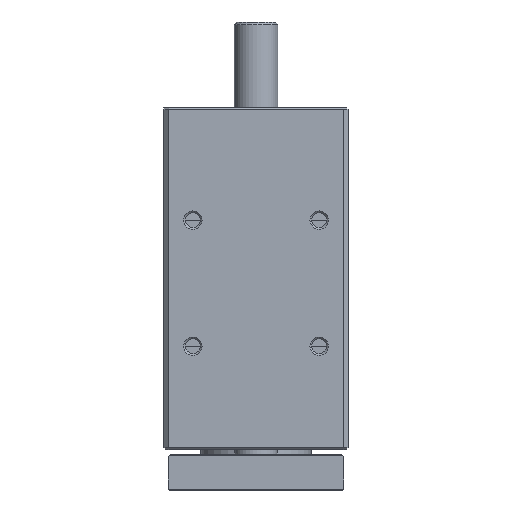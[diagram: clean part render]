
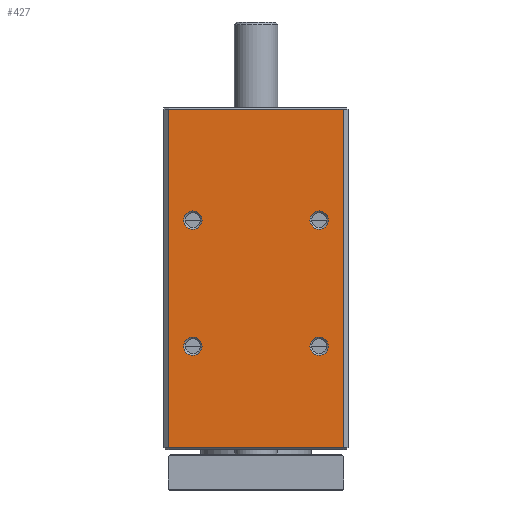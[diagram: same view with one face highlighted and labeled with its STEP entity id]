
A CAD part, front view. The second image highlights one B-rep face of the part: STEP entity #427.
In plain terms, the highlighted face is planar.
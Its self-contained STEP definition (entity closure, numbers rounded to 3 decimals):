
#33 = ORIENTED_EDGE ( 'NONE', *, *, #1138, .T. ) ;
#35 = ORIENTED_EDGE ( 'NONE', *, *, #1137, .T. ) ;
#36 = ORIENTED_EDGE ( 'NONE', *, *, #1175, .T. ) ;
#77 = ORIENTED_EDGE ( 'NONE', *, *, #1140, .T. ) ;
#78 = ORIENTED_EDGE ( 'NONE', *, *, #1315, .T. ) ;
#79 = ORIENTED_EDGE ( 'NONE', *, *, #1283, .T. ) ;
#108 = ORIENTED_EDGE ( 'NONE', *, *, #1136, .T. ) ;
#113 = ORIENTED_EDGE ( 'NONE', *, *, #1141, .T. ) ;
#114 = ORIENTED_EDGE ( 'NONE', *, *, #1143, .T. ) ;
#120 = ORIENTED_EDGE ( 'NONE', *, *, #1179, .T. ) ;
#130 = ORIENTED_EDGE ( 'NONE', *, *, #1139, .T. ) ;
#132 = ORIENTED_EDGE ( 'NONE', *, *, #1142, .T. ) ;
#427 = ADVANCED_FACE ( 'NONE', ( #4438, #4443, #4445, #4447, #4441 ), #7638, .F. ) ;
#577 = AXIS2_PLACEMENT_3D ( 'NONE', #9493, #9496, #9506 ) ;
#578 = AXIS2_PLACEMENT_3D ( 'NONE', #9550, #9495, #9518 ) ;
#579 = AXIS2_PLACEMENT_3D ( 'NONE', #9519, #9538, #9565 ) ;
#582 = AXIS2_PLACEMENT_3D ( 'NONE', #9508, #9556, #9534 ) ;
#592 = AXIS2_PLACEMENT_3D ( 'NONE', #9117, #9077, #9072 ) ;
#593 = AXIS2_PLACEMENT_3D ( 'NONE', #8996, #8981, #8973 ) ;
#648 = AXIS2_PLACEMENT_3D ( 'NONE', #9227, #9219, #9218 ) ;
#658 = AXIS2_PLACEMENT_3D ( 'NONE', #9106, #9104, #9103 ) ;
#1136 = EDGE_CURVE ( 'NONE', #5283, #5239, #2322, .T. ) ;
#1137 = EDGE_CURVE ( 'NONE', #5310, #5283, #2269, .T. ) ;
#1138 = EDGE_CURVE ( 'NONE', #5242, #5310, #2326, .T. ) ;
#1139 = EDGE_CURVE ( 'NONE', #5384, #5389, #2329, .T. ) ;
#1140 = EDGE_CURVE ( 'NONE', #5395, #5424, #2330, .T. ) ;
#1141 = EDGE_CURVE ( 'NONE', #5379, #5396, #2332, .T. ) ;
#1142 = EDGE_CURVE ( 'NONE', #5239, #5242, #2331, .T. ) ;
#1143 = EDGE_CURVE ( 'NONE', #5381, #5414, #2334, .T. ) ;
#1175 = EDGE_CURVE ( 'NONE', #5396, #5379, #2385, .T. ) ;
#1179 = EDGE_CURVE ( 'NONE', #5414, #5381, #2392, .T. ) ;
#1283 = EDGE_CURVE ( 'NONE', #5424, #5395, #2538, .T. ) ;
#1315 = EDGE_CURVE ( 'NONE', #5389, #5384, #2582, .T. ) ;
#1907 = AXIS2_PLACEMENT_3D ( 'NONE', #7767, #7646, #7645 ) ;
#2269 = LINE ( 'NONE', #9492, #2324 ) ;
#2295 = VECTOR ( 'NONE', #9499, 1000. ) ;
#2322 = LINE ( 'NONE', #9552, #2323 ) ;
#2323 = VECTOR ( 'NONE', #9547, 1000. ) ;
#2324 = VECTOR ( 'NONE', #9559, 1000. ) ;
#2326 = LINE ( 'NONE', #9512, #2327 ) ;
#2327 = VECTOR ( 'NONE', #9564, 1000. ) ;
#2329 = CIRCLE ( 'NONE', #578, 5.25 ) ;
#2330 = CIRCLE ( 'NONE', #577, 5.25 ) ;
#2331 = LINE ( 'NONE', #9553, #2295 ) ;
#2332 = CIRCLE ( 'NONE', #579, 5.25 ) ;
#2334 = CIRCLE ( 'NONE', #582, 5.25 ) ;
#2385 = CIRCLE ( 'NONE', #592, 5.25 ) ;
#2392 = CIRCLE ( 'NONE', #593, 5.25 ) ;
#2538 = CIRCLE ( 'NONE', #648, 5.25 ) ;
#2582 = CIRCLE ( 'NONE', #658, 5.25 ) ;
#3649 = CARTESIAN_POINT ( 'NONE',  ( 189., 136., 11.25 ) ) ;
#3697 = CARTESIAN_POINT ( 'NONE',  ( 189., 64., 11.25 ) ) ;
#3726 = CARTESIAN_POINT ( 'NONE',  ( 189., 64., 83.25 ) ) ;
#3728 = CARTESIAN_POINT ( 'NONE',  ( 189., 136., 21.75 ) ) ;
#3739 = CARTESIAN_POINT ( 'NONE',  ( 189., 136., 83.25 ) ) ;
#3746 = CARTESIAN_POINT ( 'NONE',  ( 189., 136., 93.75 ) ) ;
#3753 = CARTESIAN_POINT ( 'NONE',  ( 189., 64., 21.75 ) ) ;
#3759 = CARTESIAN_POINT ( 'NONE',  ( 189., 64., 93.75 ) ) ;
#3889 = CARTESIAN_POINT ( 'NONE',  ( 189., 194., 2.5 ) ) ;
#3944 = CARTESIAN_POINT ( 'NONE',  ( 189., 194., 102.5 ) ) ;
#4024 = CARTESIAN_POINT ( 'NONE',  ( 189., 1., 2.5 ) ) ;
#4030 = CARTESIAN_POINT ( 'NONE',  ( 189., 1., 102.5 ) ) ;
#4438 = FACE_BOUND ( 'NONE', #6290, .T. ) ;
#4441 = FACE_OUTER_BOUND ( 'NONE', #6295, .T. ) ;
#4443 = FACE_BOUND ( 'NONE', #6292, .T. ) ;
#4445 = FACE_BOUND ( 'NONE', #6293, .T. ) ;
#4447 = FACE_BOUND ( 'NONE', #6294, .T. ) ;
#5239 = VERTEX_POINT ( 'NONE', #4030 ) ;
#5242 = VERTEX_POINT ( 'NONE', #4024 ) ;
#5283 = VERTEX_POINT ( 'NONE', #3944 ) ;
#5310 = VERTEX_POINT ( 'NONE', #3889 ) ;
#5379 = VERTEX_POINT ( 'NONE', #3759 ) ;
#5381 = VERTEX_POINT ( 'NONE', #3753 ) ;
#5384 = VERTEX_POINT ( 'NONE', #3746 ) ;
#5389 = VERTEX_POINT ( 'NONE', #3739 ) ;
#5395 = VERTEX_POINT ( 'NONE', #3728 ) ;
#5396 = VERTEX_POINT ( 'NONE', #3726 ) ;
#5414 = VERTEX_POINT ( 'NONE', #3697 ) ;
#5424 = VERTEX_POINT ( 'NONE', #3649 ) ;
#6290 = EDGE_LOOP ( 'NONE', ( #120, #114 ) ) ;
#6292 = EDGE_LOOP ( 'NONE', ( #36, #113 ) ) ;
#6293 = EDGE_LOOP ( 'NONE', ( #79, #77 ) ) ;
#6294 = EDGE_LOOP ( 'NONE', ( #78, #130 ) ) ;
#6295 = EDGE_LOOP ( 'NONE', ( #33, #35, #108, #132 ) ) ;
#7638 = PLANE ( 'NONE',  #1907 ) ;
#7645 = DIRECTION ( 'NONE',  ( 0., 0., 1. ) ) ;
#7646 = DIRECTION ( 'NONE',  ( -1., 0., 0. ) ) ;
#7767 = CARTESIAN_POINT ( 'NONE',  ( 189., 0., 105. ) ) ;
#8973 = DIRECTION ( 'NONE',  ( 0., 0., 1. ) ) ;
#8981 = DIRECTION ( 'NONE',  ( -1., 0., 0. ) ) ;
#8996 = CARTESIAN_POINT ( 'NONE',  ( 189., 64., 16.5 ) ) ;
#9072 = DIRECTION ( 'NONE',  ( 0., 0., 1. ) ) ;
#9077 = DIRECTION ( 'NONE',  ( -1., 0., 0. ) ) ;
#9103 = DIRECTION ( 'NONE',  ( 0., 0., 1. ) ) ;
#9104 = DIRECTION ( 'NONE',  ( -1., 0., 0. ) ) ;
#9106 = CARTESIAN_POINT ( 'NONE',  ( 189., 136., 88.5 ) ) ;
#9117 = CARTESIAN_POINT ( 'NONE',  ( 189., 64., 88.5 ) ) ;
#9218 = DIRECTION ( 'NONE',  ( 0., 0., 1. ) ) ;
#9219 = DIRECTION ( 'NONE',  ( -1., 0., 0. ) ) ;
#9227 = CARTESIAN_POINT ( 'NONE',  ( 189., 136., 16.5 ) ) ;
#9492 = CARTESIAN_POINT ( 'NONE',  ( 189., 194., 105. ) ) ;
#9493 = CARTESIAN_POINT ( 'NONE',  ( 189., 136., 16.5 ) ) ;
#9495 = DIRECTION ( 'NONE',  ( -1., 0., 0. ) ) ;
#9496 = DIRECTION ( 'NONE',  ( -1., 0., 0. ) ) ;
#9499 = DIRECTION ( 'NONE',  ( 0., 0., -1. ) ) ;
#9506 = DIRECTION ( 'NONE',  ( 0., 0., 1. ) ) ;
#9508 = CARTESIAN_POINT ( 'NONE',  ( 189., 64., 16.5 ) ) ;
#9512 = CARTESIAN_POINT ( 'NONE',  ( 189., 195., 2.5 ) ) ;
#9518 = DIRECTION ( 'NONE',  ( 0., 0., 1. ) ) ;
#9519 = CARTESIAN_POINT ( 'NONE',  ( 189., 64., 88.5 ) ) ;
#9534 = DIRECTION ( 'NONE',  ( 0., 0., 1. ) ) ;
#9538 = DIRECTION ( 'NONE',  ( -1., 0., 0. ) ) ;
#9547 = DIRECTION ( 'NONE',  ( 0., -1., 0. ) ) ;
#9550 = CARTESIAN_POINT ( 'NONE',  ( 189., 136., 88.5 ) ) ;
#9552 = CARTESIAN_POINT ( 'NONE',  ( 189., 0., 102.5 ) ) ;
#9553 = CARTESIAN_POINT ( 'NONE',  ( 189., 1., 105. ) ) ;
#9556 = DIRECTION ( 'NONE',  ( -1., 0., 0. ) ) ;
#9559 = DIRECTION ( 'NONE',  ( 0., 0., 1. ) ) ;
#9564 = DIRECTION ( 'NONE',  ( 0., 1., 0. ) ) ;
#9565 = DIRECTION ( 'NONE',  ( 0., 0., 1. ) ) ;
